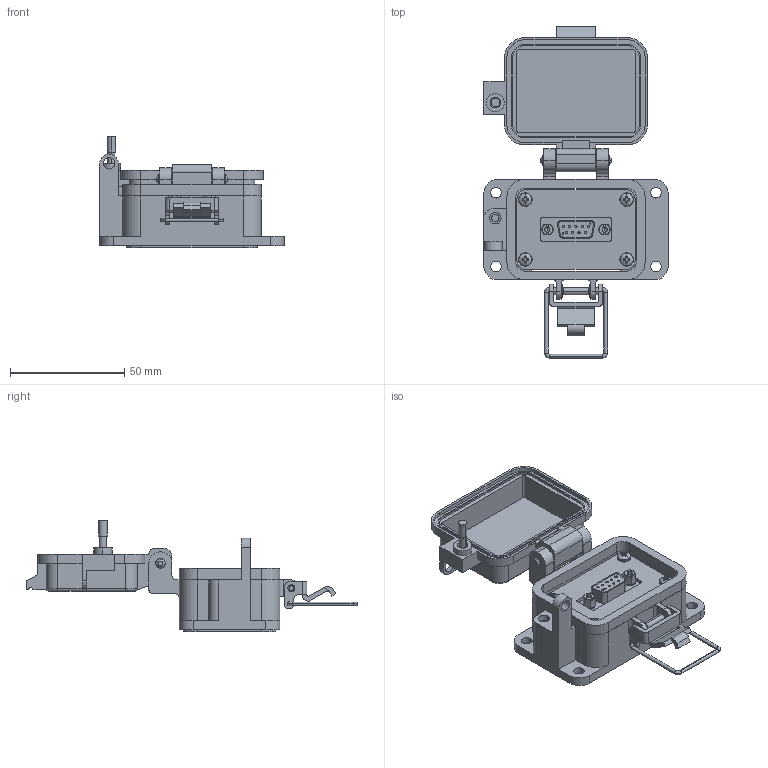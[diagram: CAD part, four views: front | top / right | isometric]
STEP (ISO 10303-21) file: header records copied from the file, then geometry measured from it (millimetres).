
FILE_DESCRIPTION (( 'STEP AP203' ), '1' );
FILE_NAME ('P-Q7-B2RX_3D.STEP', '2020-12-10T17:01:17', ( '' ), ( '' ), 'SwSTEP 2.0', 'SolidWorks 2019', '' );
FILE_SCHEMA (( 'CONFIG_CONTROL_DESIGN' ));
Length unit declared in the file: millimetre
Products named in the file (11): Z-H-B2_B; P-Q7-B2RX_FP060_1; Q7; 92005A124_METRIC PAN HEAD PHILLIPS MACHINE SCREW_92005A124; P-Q7-B2RX_TP060_1; -B2; Z-000-4243316TFP; Z-001-SPR3_16HX; Z-BULK-DB9MF; P-Q7-B2RX_3D; P-Q7-B2RX_BP240_1
Assembly tree (15 placements, depth 3):
  P-Q7-B2RX_3D
    P-Q7-B2RX_BP240_1
    P-Q7-B2RX_TP060_1
    Z-000-4243316TFP  x2
    Q7
      Z-BULK-DB9MF
      Z-001-SPR3_16HX  x2
    P-Q7-B2RX_FP060_1
    -B2
      Z-H-B2_B
    92005A124_METRIC PAN HEAD PHILLIPS MACHINE SCREW_92005A124  x4
Bounding box: 80.57 x 145.03 x 48.8 mm (x, y, z)
Volume: 62465.3 mm3; surface area: 52911.7 mm2
Topology: 26 solids, 26 shells, 1931 faces, 5274 edges, 3448 vertices
Faces by surface type: cylinder 1000, plane 601, bspline 172, cone 134, torus 16, sphere 8
Entity records: 47772 total; most frequent: CARTESIAN_POINT 15414, ORIENTED_EDGE 6878, DIRECTION 6029, EDGE_CURVE 3439, VERTEX_POINT 2247, AXIS2_PLACEMENT_3D 2087, LINE 1855, VECTOR 1855
